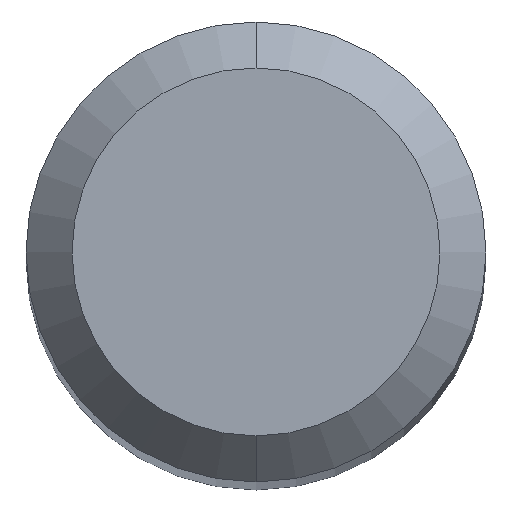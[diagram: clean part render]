
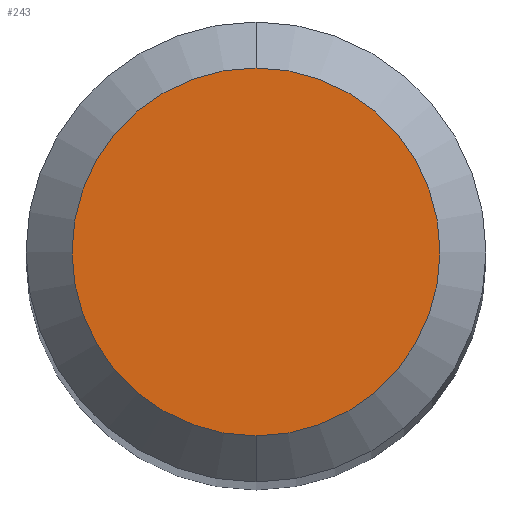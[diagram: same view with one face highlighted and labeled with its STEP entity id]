
A CAD part, top view. The second image highlights one B-rep face of the part: STEP entity #243.
In plain terms, the highlighted planar face has unit normal (0, 0, 1).
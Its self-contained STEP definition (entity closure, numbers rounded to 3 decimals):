
#179=EDGE_CURVE('',#325,#375,#470,.T.);
#243=ADVANCED_FACE('',(#542),#543,.T.);
#285=EDGE_CURVE('',#375,#325,#591,.T.);
#325=VERTEX_POINT('',#633);
#375=VERTEX_POINT('',#686);
#470=CIRCLE('',#785,1.2);
#542=FACE_OUTER_BOUND('',#922,.T.);
#543=PLANE('',#923);
#591=CIRCLE('',#1039,1.2);
#633=CARTESIAN_POINT('',(0.,-1.2,29.229));
#686=CARTESIAN_POINT('',(0.0,1.2,29.229));
#785=AXIS2_PLACEMENT_3D('',#1434,#1435,#1436);
#922=EDGE_LOOP('',(#1543,#1544));
#923=AXIS2_PLACEMENT_3D('',#1545,#1546,#1547);
#1039=AXIS2_PLACEMENT_3D('',#1606,#1607,#1608);
#1434=CARTESIAN_POINT('',(0.0,0.0,29.229));
#1435=DIRECTION('',(0.0,0.0,-1.0));
#1436=DIRECTION('',(0.0,1.0,0.0));
#1543=ORIENTED_EDGE('',*,*,#285,.F.);
#1544=ORIENTED_EDGE('',*,*,#179,.F.);
#1545=CARTESIAN_POINT('',(0.0,0.6,29.229));
#1546=DIRECTION('',(0.0,0.0,1.0));
#1547=DIRECTION('',(0.0,-1.0,0.0));
#1606=CARTESIAN_POINT('',(0.0,0.0,29.229));
#1607=DIRECTION('',(0.0,0.0,-1.0));
#1608=DIRECTION('',(0.0,1.0,0.0));
